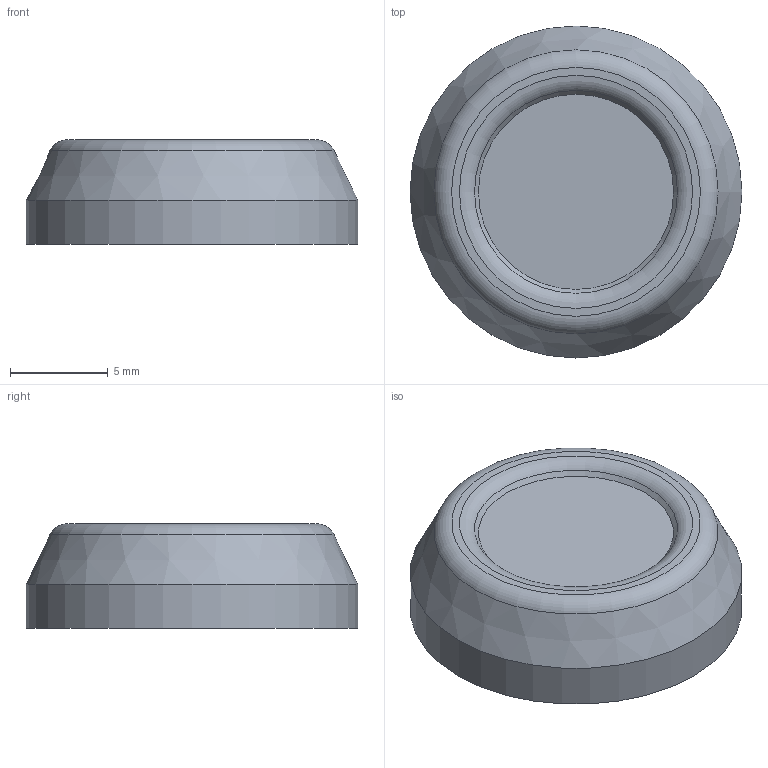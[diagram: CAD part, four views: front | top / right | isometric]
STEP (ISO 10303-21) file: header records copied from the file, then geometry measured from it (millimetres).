
FILE_DESCRIPTION(('Open CASCADE Model'),'2;1');
FILE_NAME('Open CASCADE Shape Model','2025-06-08T05:37:33',('Author'),( 'Open CASCADE'),'Open CASCADE STEP processor 7.7','Open CASCADE 7.7' ,'Unknown');
FILE_SCHEMA(('AUTOMOTIVE_DESIGN { 1 0 10303 214 1 1 1 1 }'));
Length unit declared in the file: millimetre
Products named in the file (5): 3d91b745-43df-11f0-8a68-010101010000; cap; cap_part; mount; mount_part
Assembly tree (4 placements, depth 3):
  3d91b745-43df-11f0-8a68-010101010000
    cap
      cap_part
    mount
      mount_part
Bounding box: 17 x 17 x 5.35 mm (x, y, z)
Volume: 1000.6 mm3; surface area: 1292.7 mm2
Topology: 3 solids, 3 shells, 26 faces, 46 edges, 28 vertices
Faces by surface type: plane 12, cone 6, cylinder 6, torus 2
Full cylindrical faces by diameter (mm): 7 x3, 17 x1
Entity records: 1347 total; most frequent: CARTESIAN_POINT 238, DIRECTION 213, ORIENTED_EDGE 92, PCURVE 92, DEFINITIONAL_REPRESENTATION 92, LINE 77, VECTOR 77, AXIS2_PLACEMENT_3D 59
